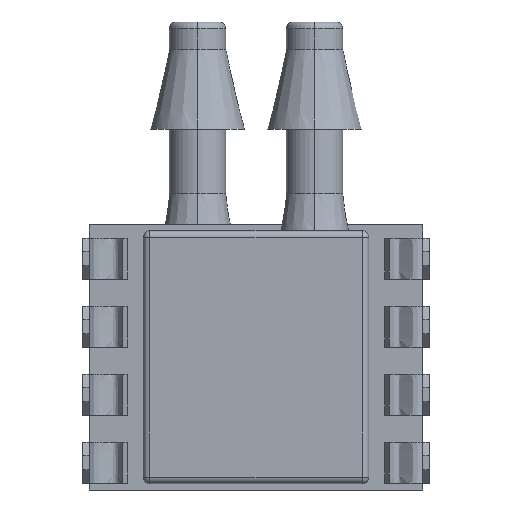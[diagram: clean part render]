
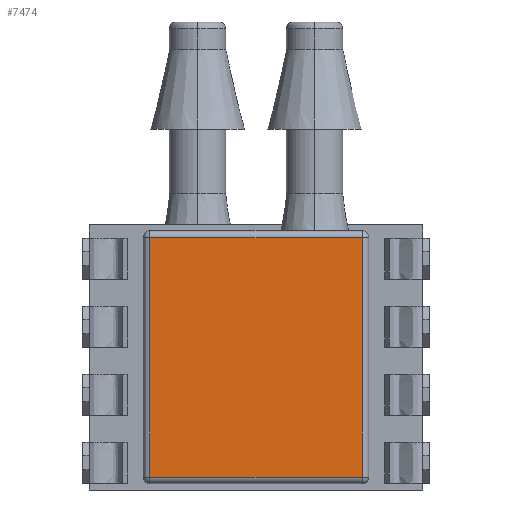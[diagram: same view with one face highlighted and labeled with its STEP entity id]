
A CAD part, front view. The second image highlights one B-rep face of the part: STEP entity #7474.
In plain terms, the highlighted planar face has unit normal (0, -1, 0).
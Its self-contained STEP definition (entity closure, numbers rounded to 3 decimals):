
#7429=VERTEX_POINT('',#7430);
#7430=CARTESIAN_POINT('',(3.962,-3.632,-0.483));
#7456=VERTEX_POINT('',#7457);
#7457=CARTESIAN_POINT('',(-3.962,-3.632,-0.483));
#7464=EDGE_CURVE('',#7456,#7429,#7465,.F.);
#7465=LINE('',#7466,#7467);
#7466=CARTESIAN_POINT('',(3.962,-3.632,-0.483));
#7467=VECTOR('',#7468,1.0);
#7468=DIRECTION('',(-1.0,0.0,0.0));
#7474=ADVANCED_FACE('',(#7475),#7500,.F.);
#7475=FACE_BOUND('',#7476,.T.);
#7476=EDGE_LOOP('',(#7477,#7485,#7486,#7494));
#7477=ORIENTED_EDGE('',*,*,#7478,.T.);
#7478=EDGE_CURVE('',#7479,#7429,#7481,.T.);
#7479=VERTEX_POINT('',#7480);
#7480=CARTESIAN_POINT('',(3.962,-3.632,-9.423));
#7481=LINE('',#7482,#7483);
#7482=CARTESIAN_POINT('',(3.962,-3.632,-9.423));
#7483=VECTOR('',#7484,1.0);
#7484=DIRECTION('',(0.0,0.0,1.0));
#7485=ORIENTED_EDGE('',*,*,#7464,.F.);
#7486=ORIENTED_EDGE('',*,*,#7487,.T.);
#7487=EDGE_CURVE('',#7456,#7488,#7490,.T.);
#7488=VERTEX_POINT('',#7489);
#7489=CARTESIAN_POINT('',(-3.962,-3.632,-9.423));
#7490=LINE('',#7491,#7492);
#7491=CARTESIAN_POINT('',(-3.962,-3.632,-0.483));
#7492=VECTOR('',#7493,1.0);
#7493=DIRECTION('',(0.0,0.0,-1.0));
#7494=ORIENTED_EDGE('',*,*,#7495,.T.);
#7495=EDGE_CURVE('',#7488,#7479,#7496,.T.);
#7496=LINE('',#7497,#7498);
#7497=CARTESIAN_POINT('',(-3.962,-3.632,-9.423));
#7498=VECTOR('',#7499,1.0);
#7499=DIRECTION('',(1.0,0.0,0.0));
#7500=PLANE('',#7501);
#7501=AXIS2_PLACEMENT_3D('',#7502,#7503,#7504);
#7502=CARTESIAN_POINT('',(0.0,-3.632,0.0));
#7503=DIRECTION('',(0.0,1.0,0.0));
#7504=DIRECTION('',(1.0,0.0,0.0));
